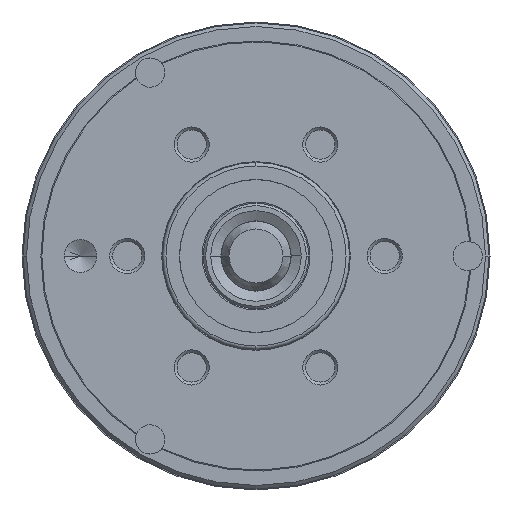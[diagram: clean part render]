
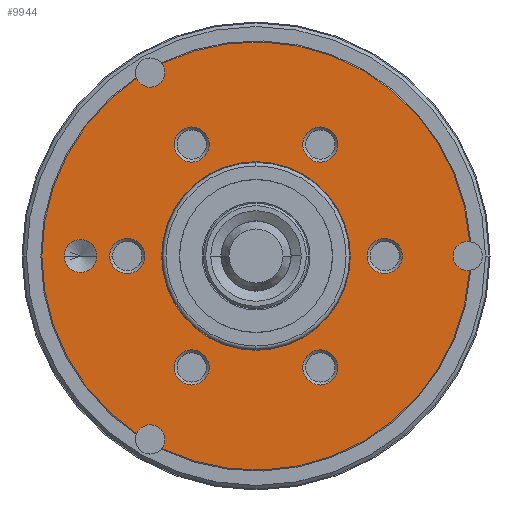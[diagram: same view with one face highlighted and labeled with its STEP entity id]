
A CAD part, left-side view. The second image highlights one B-rep face of the part: STEP entity #9944.
In plain terms, the highlighted planar face has unit normal (-1, 0, 0).
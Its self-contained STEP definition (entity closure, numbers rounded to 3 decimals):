
#228=CARTESIAN_POINT('',(-0.05,0.,0.));
#229=DIRECTION('',(1.,0.,0.));
#230=DIRECTION('',(0.,1.,0.));
#231=AXIS2_PLACEMENT_3D('',#228,#229,#230);
#236=CARTESIAN_POINT('',(-0.05,0.,0.));
#237=DIRECTION('',(-1.,0.,0.));
#238=DIRECTION('',(0.,1.,0.));
#239=AXIS2_PLACEMENT_3D('',#236,#237,#238);
#244=CARTESIAN_POINT('',(-0.05,11.,0.));
#245=DIRECTION('',(-1.,0.,0.));
#246=DIRECTION('',(0.,1.,0.));
#247=AXIS2_PLACEMENT_3D('',#244,#245,#246);
#252=CARTESIAN_POINT('',(-0.05,11.,0.));
#253=DIRECTION('',(-1.,0.,0.));
#254=DIRECTION('',(0.,-1.,0.));
#255=AXIS2_PLACEMENT_3D('',#252,#253,#254);
#260=CARTESIAN_POINT('',(-0.05,5.5,9.526));
#261=DIRECTION('',(-1.,0.,0.));
#262=DIRECTION('',(0.,0.5,0.866));
#263=AXIS2_PLACEMENT_3D('',#260,#261,#262);
#268=CARTESIAN_POINT('',(-0.05,5.5,9.526));
#269=DIRECTION('',(-1.,0.,0.));
#270=DIRECTION('',(0.,-0.5,-0.866));
#271=AXIS2_PLACEMENT_3D('',#268,#269,#270);
#276=CARTESIAN_POINT('',(-0.05,-5.5,9.526));
#277=DIRECTION('',(-1.,0.,0.));
#278=DIRECTION('',(0.,-0.5,0.866));
#279=AXIS2_PLACEMENT_3D('',#276,#277,#278);
#284=CARTESIAN_POINT('',(-0.05,-5.5,9.526));
#285=DIRECTION('',(-1.,0.,0.));
#286=DIRECTION('',(0.,0.5,-0.866));
#287=AXIS2_PLACEMENT_3D('',#284,#285,#286);
#292=CARTESIAN_POINT('',(-0.05,-11.,0.));
#293=DIRECTION('',(-1.,0.,0.));
#294=DIRECTION('',(0.,-1.,0.));
#295=AXIS2_PLACEMENT_3D('',#292,#293,#294);
#300=CARTESIAN_POINT('',(-0.05,-11.,0.));
#301=DIRECTION('',(-1.,0.,0.));
#302=DIRECTION('',(0.,1.,0.));
#303=AXIS2_PLACEMENT_3D('',#300,#301,#302);
#308=CARTESIAN_POINT('',(-0.05,-5.5,-9.526));
#309=DIRECTION('',(-1.,0.,0.));
#310=DIRECTION('',(0.,-0.5,-0.866));
#311=AXIS2_PLACEMENT_3D('',#308,#309,#310);
#316=CARTESIAN_POINT('',(-0.05,-5.5,-9.526));
#317=DIRECTION('',(-1.,0.,0.));
#318=DIRECTION('',(0.,0.5,0.866));
#319=AXIS2_PLACEMENT_3D('',#316,#317,#318);
#324=CARTESIAN_POINT('',(-0.05,5.5,-9.526));
#325=DIRECTION('',(-1.,0.,0.));
#326=DIRECTION('',(0.,0.5,-0.866));
#327=AXIS2_PLACEMENT_3D('',#324,#325,#326);
#332=CARTESIAN_POINT('',(-0.05,5.5,-9.526));
#333=DIRECTION('',(-1.,0.,0.));
#334=DIRECTION('',(0.,-0.5,0.866));
#335=AXIS2_PLACEMENT_3D('',#332,#333,#334);
#340=CARTESIAN_POINT('',(-0.05,15.,0.));
#341=DIRECTION('',(-1.,0.,0.));
#342=DIRECTION('',(0.,1.,0.));
#343=AXIS2_PLACEMENT_3D('',#340,#341,#342);
#348=CARTESIAN_POINT('',(-0.05,15.,0.));
#349=DIRECTION('',(-1.,0.,0.));
#350=DIRECTION('',(0.,-1.,0.));
#351=AXIS2_PLACEMENT_3D('',#348,#349,#350);
#364=CARTESIAN_POINT('',(-0.05,9.05,15.675));
#365=DIRECTION('',(1.,0.,0.));
#366=DIRECTION('',(0.,-0.796,0.605));
#367=AXIS2_PLACEMENT_3D('',#364,#365,#366);
#7385=CARTESIAN_POINT('',(-0.05,0.,0.));
#7386=DIRECTION('',(-1.,0.,0.));
#7387=DIRECTION('',(0.,0.44,-0.898));
#7388=AXIS2_PLACEMENT_3D('',#7385,#7386,#7387);
#7402=CARTESIAN_POINT('',(-0.05,9.05,-15.675));
#7403=DIRECTION('',(1.,0.,0.));
#7404=DIRECTION('',(0.,0.922,0.387));
#7405=AXIS2_PLACEMENT_3D('',#7402,#7403,#7404);
#7473=CARTESIAN_POINT('',(-0.05,0.,0.));
#7474=DIRECTION('',(-1.,0.,0.));
#7475=DIRECTION('',(0.,0.558,0.83));
#7476=AXIS2_PLACEMENT_3D('',#7473,#7474,#7475);
#7498=CARTESIAN_POINT('',(-0.05,-18.1,0.));
#7499=DIRECTION('',(1.,0.,0.));
#7500=DIRECTION('',(0.,-0.126,-0.992));
#7501=AXIS2_PLACEMENT_3D('',#7498,#7499,#7500);
#7561=CARTESIAN_POINT('',(-0.05,0.,0.));
#7562=DIRECTION('',(-1.,0.,0.));
#7563=DIRECTION('',(0.,-0.998,0.068));
#7564=AXIS2_PLACEMENT_3D('',#7561,#7562,#7563);
#8440=CARTESIAN_POINT('',(-0.05,12.5,0.));
#8441=CARTESIAN_POINT('',(-0.05,9.5,0.));
#8442=VERTEX_POINT('',#8440);
#8443=VERTEX_POINT('',#8441);
#8464=CARTESIAN_POINT('',(-0.05,6.25,10.825));
#8465=CARTESIAN_POINT('',(-0.05,4.75,8.227));
#8466=VERTEX_POINT('',#8464);
#8467=VERTEX_POINT('',#8465);
#8468=CARTESIAN_POINT('',(-0.05,-6.25,10.825));
#8469=CARTESIAN_POINT('',(-0.05,-4.75,8.227));
#8470=VERTEX_POINT('',#8468);
#8471=VERTEX_POINT('',#8469);
#8472=CARTESIAN_POINT('',(-0.05,-12.5,0.));
#8473=CARTESIAN_POINT('',(-0.05,-9.5,0.));
#8474=VERTEX_POINT('',#8472);
#8475=VERTEX_POINT('',#8473);
#8476=CARTESIAN_POINT('',(-0.05,-6.25,-10.825));
#8477=CARTESIAN_POINT('',(-0.05,-4.75,-8.227));
#8478=VERTEX_POINT('',#8476);
#8479=VERTEX_POINT('',#8477);
#8480=CARTESIAN_POINT('',(-0.05,6.25,-10.825));
#8481=CARTESIAN_POINT('',(-0.05,4.75,-8.227));
#8482=VERTEX_POINT('',#8480);
#8483=VERTEX_POINT('',#8481);
#8490=CARTESIAN_POINT('',(-0.05,16.4,0.));
#8491=CARTESIAN_POINT('',(-0.05,13.6,0.));
#8492=VERTEX_POINT('',#8490);
#8493=VERTEX_POINT('',#8491);
#8494=CARTESIAN_POINT('',(-0.05,8.058,0.));
#8495=CARTESIAN_POINT('',(-0.05,-8.058,0.));
#8496=VERTEX_POINT('',#8494);
#8497=VERTEX_POINT('',#8495);
#8498=CARTESIAN_POINT('',(-0.05,-18.258,
-1.24));
#8499=CARTESIAN_POINT('',(-0.05,-18.258,
1.24));
#8500=VERTEX_POINT('',#8498);
#8501=VERTEX_POINT('',#8499);
#8502=CARTESIAN_POINT('',(-0.05,8.055,
-16.432));
#8503=VERTEX_POINT('',#8502);
#8504=CARTESIAN_POINT('',(-0.05,10.203,
-15.192));
#8505=VERTEX_POINT('',#8504);
#8506=CARTESIAN_POINT('',(-0.05,8.055,
16.432));
#8507=VERTEX_POINT('',#8506);
#8508=CARTESIAN_POINT('',(-0.05,10.203,
15.192));
#8509=VERTEX_POINT('',#8508);
#9879=CARTESIAN_POINT('',(-0.05,0.,0.));
#9880=DIRECTION('',(1.,0.,0.));
#9881=DIRECTION('',(0.,-1.,0.));
#9882=AXIS2_PLACEMENT_3D('',#9879,#9880,#9881);
#9883=PLANE('',#9882);
#9885=ORIENTED_EDGE('',*,*,#9884,.F.);
#9887=ORIENTED_EDGE('',*,*,#9886,.F.);
#9889=ORIENTED_EDGE('',*,*,#9888,.F.);
#9891=ORIENTED_EDGE('',*,*,#9890,.F.);
#9893=ORIENTED_EDGE('',*,*,#9892,.F.);
#9895=ORIENTED_EDGE('',*,*,#9894,.F.);
#9896=EDGE_LOOP('',(#9885,#9887,#9889,#9891,#9893,#9895));
#9897=FACE_OUTER_BOUND('',#9896,.F.);
#9898=ORIENTED_EDGE('',*,*,#9832,.F.);
#9899=ORIENTED_EDGE('',*,*,#9872,.T.);
#9900=EDGE_LOOP('',(#9898,#9899));
#9901=FACE_BOUND('',#9900,.F.);
#9903=ORIENTED_EDGE('',*,*,#9902,.T.);
#9905=ORIENTED_EDGE('',*,*,#9904,.T.);
#9906=EDGE_LOOP('',(#9903,#9905));
#9907=FACE_BOUND('',#9906,.F.);
#9909=ORIENTED_EDGE('',*,*,#9908,.T.);
#9911=ORIENTED_EDGE('',*,*,#9910,.T.);
#9912=EDGE_LOOP('',(#9909,#9911));
#9913=FACE_BOUND('',#9912,.F.);
#9915=ORIENTED_EDGE('',*,*,#9914,.T.);
#9917=ORIENTED_EDGE('',*,*,#9916,.T.);
#9918=EDGE_LOOP('',(#9915,#9917));
#9919=FACE_BOUND('',#9918,.F.);
#9921=ORIENTED_EDGE('',*,*,#9920,.T.);
#9923=ORIENTED_EDGE('',*,*,#9922,.T.);
#9924=EDGE_LOOP('',(#9921,#9923));
#9925=FACE_BOUND('',#9924,.F.);
#9927=ORIENTED_EDGE('',*,*,#9926,.T.);
#9929=ORIENTED_EDGE('',*,*,#9928,.T.);
#9930=EDGE_LOOP('',(#9927,#9929));
#9931=FACE_BOUND('',#9930,.F.);
#9933=ORIENTED_EDGE('',*,*,#9932,.T.);
#9935=ORIENTED_EDGE('',*,*,#9934,.T.);
#9936=EDGE_LOOP('',(#9933,#9935));
#9937=FACE_BOUND('',#9936,.F.);
#9939=ORIENTED_EDGE('',*,*,#9938,.T.);
#9941=ORIENTED_EDGE('',*,*,#9940,.T.);
#9942=EDGE_LOOP('',(#9939,#9941));
#9943=FACE_BOUND('',#9942,.F.);
#9944=ADVANCED_FACE('',(#9897,#9901,#9907,#9913,#9919,#9925,#9931,#9937,#9943),
#9883,.F.);
#232=CIRCLE('',#231,8.058);
#240=CIRCLE('',#239,8.058);
#248=CIRCLE('',#247,1.5);
#256=CIRCLE('',#255,1.5);
#264=CIRCLE('',#263,1.5);
#272=CIRCLE('',#271,1.5);
#280=CIRCLE('',#279,1.5);
#288=CIRCLE('',#287,1.5);
#296=CIRCLE('',#295,1.5);
#304=CIRCLE('',#303,1.5);
#312=CIRCLE('',#311,1.5);
#320=CIRCLE('',#319,1.5);
#328=CIRCLE('',#327,1.5);
#336=CIRCLE('',#335,1.5);
#344=CIRCLE('',#343,1.4);
#352=CIRCLE('',#351,1.4);
#368=CIRCLE('',#367,1.25);
#7389=CIRCLE('',#7388,18.3);
#7406=CIRCLE('',#7405,1.25);
#7477=CIRCLE('',#7476,18.3);
#7502=CIRCLE('',#7501,1.25);
#7565=CIRCLE('',#7564,18.3);
#9832=EDGE_CURVE('',#8496,#8497,#232,.T.);
#9872=EDGE_CURVE('',#8496,#8497,#240,.T.);
#9884=EDGE_CURVE('',#8507,#8509,#368,.T.);
#9886=EDGE_CURVE('',#8501,#8507,#7565,.T.);
#9888=EDGE_CURVE('',#8500,#8501,#7502,.T.);
#9890=EDGE_CURVE('',#8503,#8500,#7389,.T.);
#9892=EDGE_CURVE('',#8505,#8503,#7406,.T.);
#9894=EDGE_CURVE('',#8509,#8505,#7477,.T.);
#9902=EDGE_CURVE('',#8442,#8443,#248,.T.);
#9904=EDGE_CURVE('',#8443,#8442,#256,.T.);
#9908=EDGE_CURVE('',#8466,#8467,#264,.T.);
#9910=EDGE_CURVE('',#8467,#8466,#272,.T.);
#9914=EDGE_CURVE('',#8470,#8471,#280,.T.);
#9916=EDGE_CURVE('',#8471,#8470,#288,.T.);
#9920=EDGE_CURVE('',#8474,#8475,#296,.T.);
#9922=EDGE_CURVE('',#8475,#8474,#304,.T.);
#9926=EDGE_CURVE('',#8478,#8479,#312,.T.);
#9928=EDGE_CURVE('',#8479,#8478,#320,.T.);
#9932=EDGE_CURVE('',#8482,#8483,#328,.T.);
#9934=EDGE_CURVE('',#8483,#8482,#336,.T.);
#9938=EDGE_CURVE('',#8492,#8493,#344,.T.);
#9940=EDGE_CURVE('',#8493,#8492,#352,.T.);
